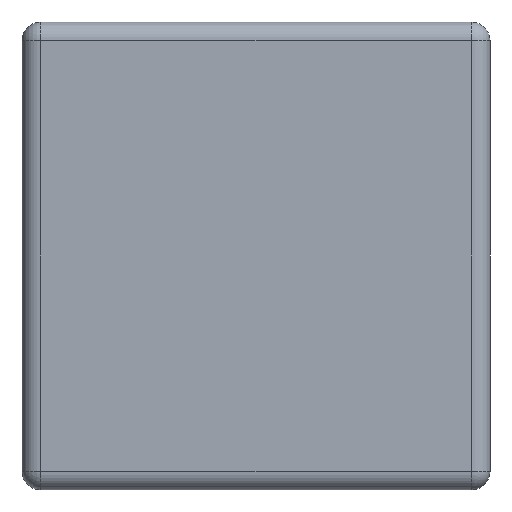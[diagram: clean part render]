
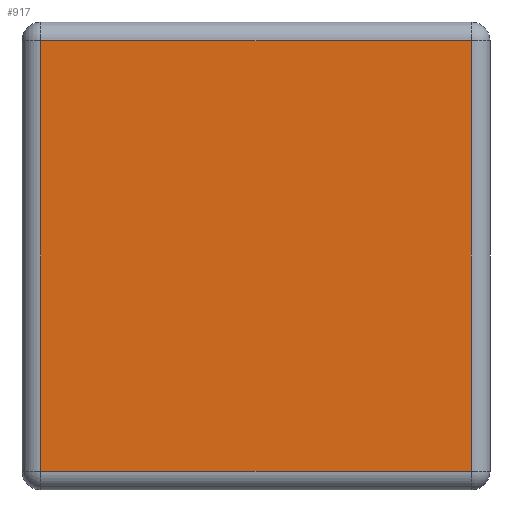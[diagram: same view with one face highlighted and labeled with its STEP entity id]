
A CAD part, left-side view. The second image highlights one B-rep face of the part: STEP entity #917.
In plain terms, the highlighted planar face has unit normal (-1, 0, 0).
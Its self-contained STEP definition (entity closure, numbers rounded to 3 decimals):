
#122 = EDGE_CURVE ( 'NONE', #4980, #5094, #3373, .T. ) ;
#170 = EDGE_CURVE ( 'NONE', #5094, #5101, #5401, .T. ) ;
#171 = EDGE_CURVE ( 'NONE', #4967, #4980, #5426, .T. ) ;
#175 = EDGE_CURVE ( 'NONE', #5101, #4967, #5429, .T. ) ;
#917 = ADVANCED_FACE ( 'NONE', ( #1246 ), #3041, .F. ) ;
#966 = VECTOR ( 'NONE', #5391, 1000. ) ;
#969 = VECTOR ( 'NONE', #5431, 1000. ) ;
#970 = VECTOR ( 'NONE', #5412, 1000. ) ;
#977 = VECTOR ( 'NONE', #3371, 1000. ) ;
#1074 = ORIENTED_EDGE ( 'NONE', *, *, #122, .T. ) ;
#1171 = ORIENTED_EDGE ( 'NONE', *, *, #171, .T. ) ;
#1174 = ORIENTED_EDGE ( 'NONE', *, *, #170, .T. ) ;
#1209 = ORIENTED_EDGE ( 'NONE', *, *, #175, .T. ) ;
#1234 = AXIS2_PLACEMENT_3D ( 'NONE', #3048, #3049, #3050 ) ;
#1246 = FACE_OUTER_BOUND ( 'NONE', #5035, .T. ) ;
#3041 = PLANE ( 'NONE',  #1234 ) ;
#3048 = CARTESIAN_POINT ( 'NONE',  ( -1., 0.625, 0.625 ) ) ;
#3049 = DIRECTION ( 'NONE',  ( 1., 0., 0. ) ) ;
#3050 = DIRECTION ( 'NONE',  ( 0., 0., -1. ) ) ;
#3371 = DIRECTION ( 'NONE',  ( 0., 0., 1. ) ) ;
#3372 = CARTESIAN_POINT ( 'NONE',  ( -1., -0.575, 0.625 ) ) ;
#3373 = LINE ( 'NONE', #3372, #977 ) ;
#3655 = CARTESIAN_POINT ( 'NONE',  ( -1., -0.575, 0.575 ) ) ;
#3656 = CARTESIAN_POINT ( 'NONE',  ( -1., 0.575, 0.575 ) ) ;
#4341 = CARTESIAN_POINT ( 'NONE',  ( -1., 0.575, -0.575 ) ) ;
#4344 = CARTESIAN_POINT ( 'NONE',  ( -1., -0.575, -0.575 ) ) ;
#4967 = VERTEX_POINT ( 'NONE', #4341 ) ;
#4980 = VERTEX_POINT ( 'NONE', #4344 ) ;
#5035 = EDGE_LOOP ( 'NONE', ( #1209, #1171, #1074, #1174 ) ) ;
#5094 = VERTEX_POINT ( 'NONE', #3655 ) ;
#5101 = VERTEX_POINT ( 'NONE', #3656 ) ;
#5391 = DIRECTION ( 'NONE',  ( 0., 0., -1. ) ) ;
#5401 = LINE ( 'NONE', #5407, #970 ) ;
#5407 = CARTESIAN_POINT ( 'NONE',  ( -1., 0.625, 0.575 ) ) ;
#5412 = DIRECTION ( 'NONE',  ( 0., 1., 0. ) ) ;
#5426 = LINE ( 'NONE', #5450, #969 ) ;
#5429 = LINE ( 'NONE', #5443, #966 ) ;
#5431 = DIRECTION ( 'NONE',  ( 0., -1., 0. ) ) ;
#5443 = CARTESIAN_POINT ( 'NONE',  ( -1., 0.575, 0.625 ) ) ;
#5450 = CARTESIAN_POINT ( 'NONE',  ( -1., 0.625, -0.575 ) ) ;
